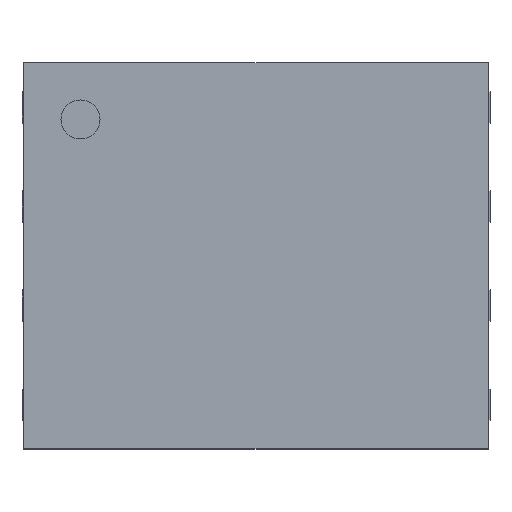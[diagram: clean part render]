
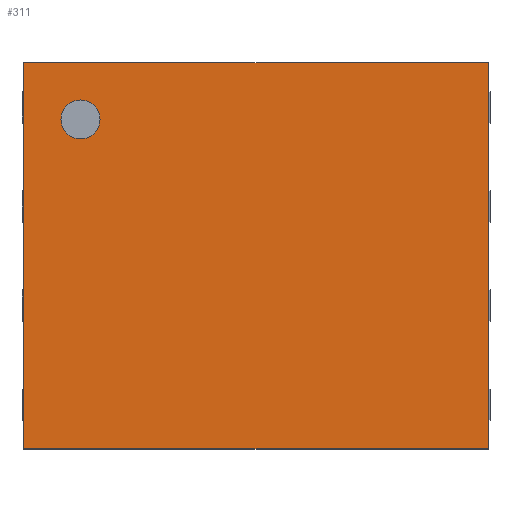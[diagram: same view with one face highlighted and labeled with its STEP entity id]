
A CAD part, top view. The second image highlights one B-rep face of the part: STEP entity #311.
In plain terms, the highlighted planar face has unit normal (0, 0, 1).
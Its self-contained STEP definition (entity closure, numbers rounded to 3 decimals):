
#119 = VERTEX_POINT('',#120);
#120 = CARTESIAN_POINT('',(-2.975,2.475,0.8));
#135 = VERTEX_POINT('',#136);
#136 = CARTESIAN_POINT('',(2.975,2.475,0.8));
#142 = EDGE_CURVE('',#119,#135,#143,.T.);
#143 = LINE('',#144,#145);
#144 = CARTESIAN_POINT('',(-2.975,2.475,0.8));
#145 = VECTOR('',#146,1.);
#146 = DIRECTION('',(1.,0.,0.));
#165 = EDGE_CURVE('',#119,#166,#168,.T.);
#166 = VERTEX_POINT('',#167);
#167 = CARTESIAN_POINT('',(-2.975,-2.475,0.8));
#168 = LINE('',#169,#170);
#169 = CARTESIAN_POINT('',(-2.975,2.475,0.8));
#170 = VECTOR('',#171,1.);
#171 = DIRECTION('',(0.,-1.,0.));
#311 = ADVANCED_FACE('',(#312),#330,.T.);
#312 = FACE_BOUND('',#313,.T.);
#313 = EDGE_LOOP('',(#314,#315,#316,#324));
#314 = ORIENTED_EDGE('',*,*,#142,.F.);
#315 = ORIENTED_EDGE('',*,*,#165,.T.);
#316 = ORIENTED_EDGE('',*,*,#317,.T.);
#317 = EDGE_CURVE('',#166,#318,#320,.T.);
#318 = VERTEX_POINT('',#319);
#319 = CARTESIAN_POINT('',(2.975,-2.475,0.8));
#320 = LINE('',#321,#322);
#321 = CARTESIAN_POINT('',(-2.975,-2.475,0.8));
#322 = VECTOR('',#323,1.);
#323 = DIRECTION('',(1.,0.,0.));
#324 = ORIENTED_EDGE('',*,*,#325,.F.);
#325 = EDGE_CURVE('',#135,#318,#326,.T.);
#326 = LINE('',#327,#328);
#327 = CARTESIAN_POINT('',(2.975,2.475,0.8));
#328 = VECTOR('',#329,1.);
#329 = DIRECTION('',(0.,-1.,0.));
#330 = PLANE('',#331);
#331 = AXIS2_PLACEMENT_3D('',#332,#333,#334);
#332 = CARTESIAN_POINT('',(-2.975,2.475,0.8));
#333 = DIRECTION('',(0.,0.,1.));
#334 = DIRECTION('',(0.,-1.,0.));
